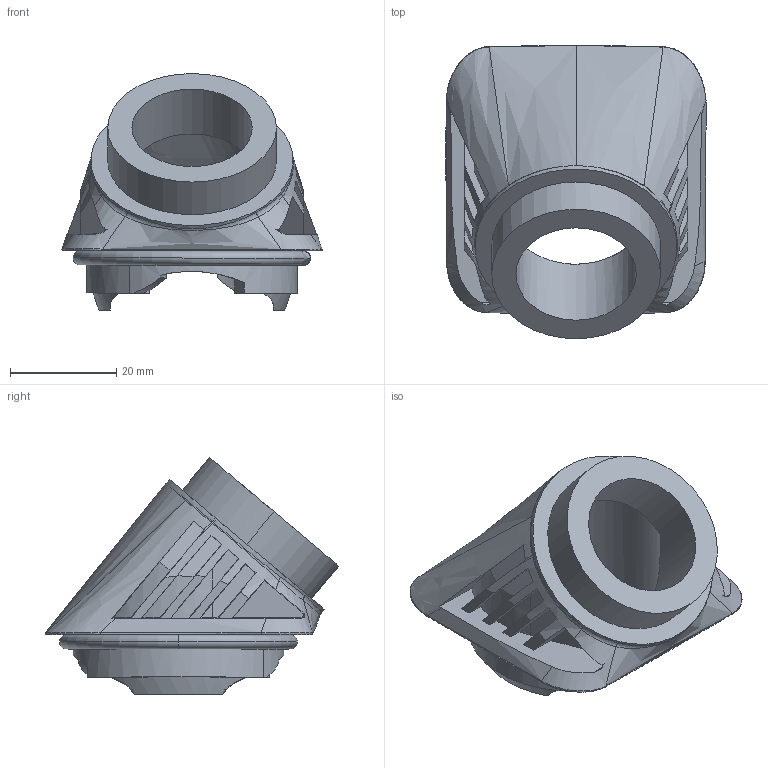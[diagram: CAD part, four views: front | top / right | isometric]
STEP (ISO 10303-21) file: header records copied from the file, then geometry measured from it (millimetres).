
FILE_DESCRIPTION(('Creo Elements/Direct Modeling STEP Export'),'2;1');
FILE_NAME('model.stp','2018-04-10T 9:50:01',(''),(''),'Creo Elements/Direct Modeling STEP processor for AP214 (Solid Model)','Creo Elements/Direct Modeling 18.1I 14-Aug-2016 (C) Parametric Technology GmbH','');
FILE_SCHEMA(('AUTOMOTIVE_DESIGN { 1 0 10303 214 1 1 1 1 }'));
Length unit declared in the file: millimetre
Products named in the file (2): HC_B_TA_PG21_PLR_BK-select
Assembly tree (1 placements, depth 2):
  HC_B_TA_PG21_PLR_BK-select
    HC_B_TA_PG21_PLR_BK-select
Bounding box: 48.84 x 55.15 x 44.48 mm (x, y, z)
Volume: 21095.9 mm3; surface area: 12733 mm2
Topology: 1 solids, 1 shells, 151 faces, 440 edges, 290 vertices
Faces by surface type: plane 64, bspline 39, cylinder 27, torus 10, extrusion 7, cone 4
Entity records: 19077 total; most frequent: CARTESIAN_POINT 14397, ORIENTED_EDGE 876, DIRECTION 470, EDGE_CURVE 438, VERTEX_POINT 290, AXIS2_PLACEMENT_3D 166, B_SPLINE_CURVE_WITH_KNOTS 162, EDGE_LOOP 154
